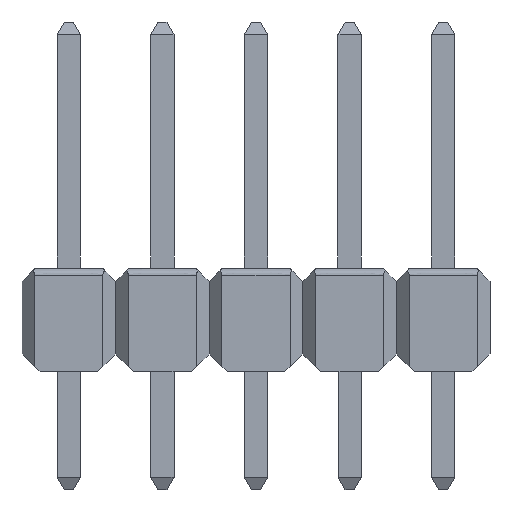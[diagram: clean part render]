
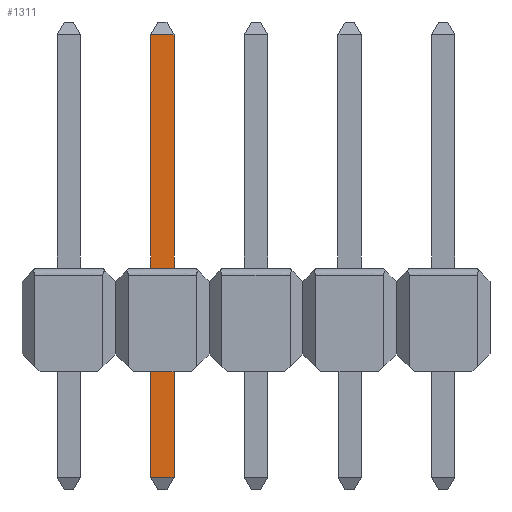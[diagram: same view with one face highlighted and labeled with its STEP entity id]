
A CAD part, left-side view. The second image highlights one B-rep face of the part: STEP entity #1311.
In plain terms, the highlighted free-form (B-spline) face has degree [1, 1] with [2, 2] control points.
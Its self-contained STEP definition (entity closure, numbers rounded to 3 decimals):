
#571 = B_SPLINE_SURFACE_WITH_KNOTS('',1,1,(
    (#572,#573)
    ,(#574,#575
    )),.UNSPECIFIED.,.F.,.F.,.F.,(2,2),(2,2),(-0.399,
    -0.01),(0.01,0.64),
  .PIECEWISE_BEZIER_KNOTS.);
#572 = CARTESIAN_POINT('',(-0.315,-2.225,
    -2.86));
#573 = CARTESIAN_POINT('',(-0.315,-2.855,
    -2.86));
#574 = CARTESIAN_POINT('',(-0.125,-2.225,-3.2));
#575 = CARTESIAN_POINT('',(-0.125,-2.855,-3.2));
#585 = EDGE_CURVE('',#586,#588,#590,.T.);
#586 = VERTEX_POINT('',#587);
#587 = CARTESIAN_POINT('',(-0.315,-2.855,-2.86)
  );
#588 = VERTEX_POINT('',#589);
#589 = CARTESIAN_POINT('',(-0.315,-2.225,-2.86)
  );
#590 = SURFACE_CURVE('',#591,(#594,#623),.PCURVE_S1.);
#591 = B_SPLINE_CURVE_WITH_KNOTS('',1,(#592,#593),.UNSPECIFIED.,.F.,.F.,
  (2,2),(-0.63,0.),.PIECEWISE_BEZIER_KNOTS.);
#592 = CARTESIAN_POINT('',(-0.315,-2.855,-2.86)
  );
#593 = CARTESIAN_POINT('',(-0.315,-2.225,-2.86)
  );
#594 = PCURVE('',#571,#595);
#595 = DEFINITIONAL_REPRESENTATION('',(#596),#622);
#596 = B_SPLINE_CURVE_WITH_KNOTS('',3,(#597,#598,#599,#600,#601,#602,
    #603,#604,#605,#606,#607,#608,#609,#610,#611,#612,#613,#614,#615,
    #616,#617,#618,#619,#620,#621),.UNSPECIFIED.,.F.,.F.,(4,1,1,1,1,1,1,
    1,1,1,1,1,1,1,1,1,1,1,1,1,1,1,4),(-0.63,-0.601,
    -0.573,-0.544,-0.515,-0.487,
    -0.458,-0.43,-0.401,-0.372,
    -0.344,-0.315,-0.286,-0.258,
    -0.229,-0.2,-0.172,-0.143,
    -0.115,-0.086,-0.057,
    -0.029,0.),.UNSPECIFIED.);
#597 = CARTESIAN_POINT('',(-0.399,0.64));
#598 = CARTESIAN_POINT('',(-0.399,0.63));
#599 = CARTESIAN_POINT('',(-0.399,0.611));
#600 = CARTESIAN_POINT('',(-0.399,0.583));
#601 = CARTESIAN_POINT('',(-0.399,0.554));
#602 = CARTESIAN_POINT('',(-0.399,0.525));
#603 = CARTESIAN_POINT('',(-0.399,0.497));
#604 = CARTESIAN_POINT('',(-0.399,0.468));
#605 = CARTESIAN_POINT('',(-0.399,0.44));
#606 = CARTESIAN_POINT('',(-0.399,0.411));
#607 = CARTESIAN_POINT('',(-0.399,0.382));
#608 = CARTESIAN_POINT('',(-0.399,0.354));
#609 = CARTESIAN_POINT('',(-0.399,0.325));
#610 = CARTESIAN_POINT('',(-0.399,0.296));
#611 = CARTESIAN_POINT('',(-0.399,0.268));
#612 = CARTESIAN_POINT('',(-0.399,0.239));
#613 = CARTESIAN_POINT('',(-0.399,0.21));
#614 = CARTESIAN_POINT('',(-0.399,0.182));
#615 = CARTESIAN_POINT('',(-0.399,0.153));
#616 = CARTESIAN_POINT('',(-0.399,0.125));
#617 = CARTESIAN_POINT('',(-0.399,0.096));
#618 = CARTESIAN_POINT('',(-0.399,0.067));
#619 = CARTESIAN_POINT('',(-0.399,0.039));
#620 = CARTESIAN_POINT('',(-0.399,0.02));
#621 = CARTESIAN_POINT('',(-0.399,0.01));
#622 = ( GEOMETRIC_REPRESENTATION_CONTEXT(2) 
PARAMETRIC_REPRESENTATION_CONTEXT() REPRESENTATION_CONTEXT('2D SPACE',''
  ) );
#623 = PCURVE('',#624,#629);
#624 = B_SPLINE_SURFACE_WITH_KNOTS('',1,1,(
    (#625,#626)
    ,(#627,#628
    )),.UNSPECIFIED.,.F.,.F.,.F.,(2,2),(2,2),(-9.358,
    0.093),(-0.64,0.01),
  .PIECEWISE_BEZIER_KNOTS.);
#625 = CARTESIAN_POINT('',(-0.315,-2.215,9.326));
#626 = CARTESIAN_POINT('',(-0.315,-2.865,9.326));
#627 = CARTESIAN_POINT('',(-0.315,-2.215,-2.981)
  );
#628 = CARTESIAN_POINT('',(-0.315,-2.865,-2.981));
#629 = DEFINITIONAL_REPRESENTATION('',(#630),#634);
#630 = B_SPLINE_CURVE_WITH_KNOTS('',2,(#631,#632,#633),.UNSPECIFIED.,.F.
  ,.F.,(3,3),(-0.63,0.),.PIECEWISE_BEZIER_KNOTS.);
#631 = CARTESIAN_POINT('',(0.,0.));
#632 = CARTESIAN_POINT('',(0.,-0.315));
#633 = CARTESIAN_POINT('',(0.,-0.63));
#634 = ( GEOMETRIC_REPRESENTATION_CONTEXT(2) 
PARAMETRIC_REPRESENTATION_CONTEXT() REPRESENTATION_CONTEXT('2D SPACE',''
  ) );
#761 = B_SPLINE_SURFACE_WITH_KNOTS('',1,1,(
    (#762,#763)
    ,(#764,#765
    )),.UNSPECIFIED.,.F.,.F.,.F.,(2,2),(2,2),(0.171,
    12.186),(-0.64,-0.01),.PIECEWISE_BEZIER_KNOTS.);
#762 = CARTESIAN_POINT('',(0.315,-2.225,9.156));
#763 = CARTESIAN_POINT('',(-0.315,-2.225,9.156));
#764 = CARTESIAN_POINT('',(0.315,-2.225,-2.86));
#765 = CARTESIAN_POINT('',(-0.315,-2.225,-2.86)
  );
#925 = B_SPLINE_SURFACE_WITH_KNOTS('',1,1,(
    (#926,#927)
    ,(#928,#929
    )),.UNSPECIFIED.,.F.,.F.,.F.,(2,2),(2,2),(0.121,
    12.136),(-0.64,-0.01),.PIECEWISE_BEZIER_KNOTS.);
#926 = CARTESIAN_POINT('',(0.315,-2.855,-2.86));
#927 = CARTESIAN_POINT('',(-0.315,-2.855,-2.86)
  );
#928 = CARTESIAN_POINT('',(0.315,-2.855,9.156));
#929 = CARTESIAN_POINT('',(-0.315,-2.855,9.156));
#973 = VERTEX_POINT('',#974);
#974 = CARTESIAN_POINT('',(-0.315,-2.225,9.156));
#1006 = B_SPLINE_SURFACE_WITH_KNOTS('',1,1,(
    (#1007,#1008)
    ,(#1009,#1010
    )),.UNSPECIFIED.,.F.,.F.,.F.,(2,2),(2,2),(-0.399,
    -0.01),(0.01,0.64),
  .PIECEWISE_BEZIER_KNOTS.);
#1007 = CARTESIAN_POINT('',(-0.125,-2.225,9.496)
  );
#1008 = CARTESIAN_POINT('',(-0.125,-2.855,9.496)
  );
#1009 = CARTESIAN_POINT('',(-0.315,-2.225,
    9.156));
#1010 = CARTESIAN_POINT('',(-0.315,-2.855,
    9.156));
#1133 = VERTEX_POINT('',#1134);
#1134 = CARTESIAN_POINT('',(-0.315,-2.855,9.156)
  );
#1173 = EDGE_CURVE('',#973,#1133,#1174,.T.);
#1174 = SURFACE_CURVE('',#1175,(#1178,#1184),.PCURVE_S1.);
#1175 = B_SPLINE_CURVE_WITH_KNOTS('',1,(#1176,#1177),.UNSPECIFIED.,.F.,
  .F.,(2,2),(9.266,9.896),.PIECEWISE_BEZIER_KNOTS.);
#1176 = CARTESIAN_POINT('',(-0.315,-2.225,9.156)
  );
#1177 = CARTESIAN_POINT('',(-0.315,-2.855,9.156)
  );
#1178 = PCURVE('',#1006,#1179);
#1179 = DEFINITIONAL_REPRESENTATION('',(#1180),#1183);
#1180 = B_SPLINE_CURVE_WITH_KNOTS('',1,(#1181,#1182),.UNSPECIFIED.,.F.,
  .F.,(2,2),(9.266,9.896),.PIECEWISE_BEZIER_KNOTS.);
#1181 = CARTESIAN_POINT('',(-0.01,0.01));
#1182 = CARTESIAN_POINT('',(-0.01,0.64));
#1183 = ( GEOMETRIC_REPRESENTATION_CONTEXT(2) 
PARAMETRIC_REPRESENTATION_CONTEXT() REPRESENTATION_CONTEXT('2D SPACE',''
  ) );
#1184 = PCURVE('',#624,#1185);
#1185 = DEFINITIONAL_REPRESENTATION('',(#1186),#1190);
#1186 = B_SPLINE_CURVE_WITH_KNOTS('',2,(#1187,#1188,#1189),
  .UNSPECIFIED.,.F.,.F.,(3,3),(9.266,9.896),
  .PIECEWISE_BEZIER_KNOTS.);
#1187 = CARTESIAN_POINT('',(-9.227,-0.63));
#1188 = CARTESIAN_POINT('',(-9.227,-0.315));
#1189 = CARTESIAN_POINT('',(-9.227,0.));
#1190 = ( GEOMETRIC_REPRESENTATION_CONTEXT(2) 
PARAMETRIC_REPRESENTATION_CONTEXT() REPRESENTATION_CONTEXT('2D SPACE',''
  ) );
#1243 = EDGE_CURVE('',#588,#973,#1244,.T.);
#1244 = SURFACE_CURVE('',#1245,(#1248,#1254),.PCURVE_S1.);
#1245 = B_SPLINE_CURVE_WITH_KNOTS('',1,(#1246,#1247),.UNSPECIFIED.,.F.,
  .F.,(2,2),(11.156,20.383),.PIECEWISE_BEZIER_KNOTS.);
#1246 = CARTESIAN_POINT('',(-0.315,-2.225,-2.86)
  );
#1247 = CARTESIAN_POINT('',(-0.315,-2.225,9.156)
  );
#1248 = PCURVE('',#761,#1249);
#1249 = DEFINITIONAL_REPRESENTATION('',(#1250),#1253);
#1250 = B_SPLINE_CURVE_WITH_KNOTS('',1,(#1251,#1252),.UNSPECIFIED.,.F.,
  .F.,(2,2),(11.156,20.383),.PIECEWISE_BEZIER_KNOTS.);
#1251 = CARTESIAN_POINT('',(12.186,-0.01));
#1252 = CARTESIAN_POINT('',(0.171,-0.01));
#1253 = ( GEOMETRIC_REPRESENTATION_CONTEXT(2) 
PARAMETRIC_REPRESENTATION_CONTEXT() REPRESENTATION_CONTEXT('2D SPACE',''
  ) );
#1254 = PCURVE('',#624,#1255);
#1255 = DEFINITIONAL_REPRESENTATION('',(#1256),#1260);
#1256 = B_SPLINE_CURVE_WITH_KNOTS('',2,(#1257,#1258,#1259),
  .UNSPECIFIED.,.F.,.F.,(3,3),(11.156,20.383),
  .PIECEWISE_BEZIER_KNOTS.);
#1257 = CARTESIAN_POINT('',(0.,-0.63));
#1258 = CARTESIAN_POINT('',(-4.614,-0.63));
#1259 = CARTESIAN_POINT('',(-9.227,-0.63));
#1260 = ( GEOMETRIC_REPRESENTATION_CONTEXT(2) 
PARAMETRIC_REPRESENTATION_CONTEXT() REPRESENTATION_CONTEXT('2D SPACE',''
  ) );
#1290 = EDGE_CURVE('',#1133,#586,#1291,.T.);
#1291 = SURFACE_CURVE('',#1292,(#1295,#1301),.PCURVE_S1.);
#1292 = B_SPLINE_CURVE_WITH_KNOTS('',1,(#1293,#1294),.UNSPECIFIED.,.F.,
  .F.,(2,2),(0.038,9.266),
  .PIECEWISE_BEZIER_KNOTS.);
#1293 = CARTESIAN_POINT('',(-0.315,-2.855,9.156)
  );
#1294 = CARTESIAN_POINT('',(-0.315,-2.855,-2.86)
  );
#1295 = PCURVE('',#925,#1296);
#1296 = DEFINITIONAL_REPRESENTATION('',(#1297),#1300);
#1297 = B_SPLINE_CURVE_WITH_KNOTS('',1,(#1298,#1299),.UNSPECIFIED.,.F.,
  .F.,(2,2),(0.038,9.266),
  .PIECEWISE_BEZIER_KNOTS.);
#1298 = CARTESIAN_POINT('',(12.136,-0.01));
#1299 = CARTESIAN_POINT('',(0.121,-0.01));
#1300 = ( GEOMETRIC_REPRESENTATION_CONTEXT(2) 
PARAMETRIC_REPRESENTATION_CONTEXT() REPRESENTATION_CONTEXT('2D SPACE',''
  ) );
#1301 = PCURVE('',#624,#1302);
#1302 = DEFINITIONAL_REPRESENTATION('',(#1303),#1307);
#1303 = B_SPLINE_CURVE_WITH_KNOTS('',2,(#1304,#1305,#1306),
  .UNSPECIFIED.,.F.,.F.,(3,3),(0.038,9.266),
  .PIECEWISE_BEZIER_KNOTS.);
#1304 = CARTESIAN_POINT('',(-9.227,0.));
#1305 = CARTESIAN_POINT('',(-4.614,0.));
#1306 = CARTESIAN_POINT('',(0.,0.));
#1307 = ( GEOMETRIC_REPRESENTATION_CONTEXT(2) 
PARAMETRIC_REPRESENTATION_CONTEXT() REPRESENTATION_CONTEXT('2D SPACE',''
  ) );
#1311 = ADVANCED_FACE('',(#1312),#624,.T.);
#1312 = FACE_BOUND('',#1313,.T.);
#1313 = EDGE_LOOP('',(#1314,#1315,#1316,#1317));
#1314 = ORIENTED_EDGE('',*,*,#1243,.F.);
#1315 = ORIENTED_EDGE('',*,*,#585,.F.);
#1316 = ORIENTED_EDGE('',*,*,#1290,.F.);
#1317 = ORIENTED_EDGE('',*,*,#1173,.F.);
